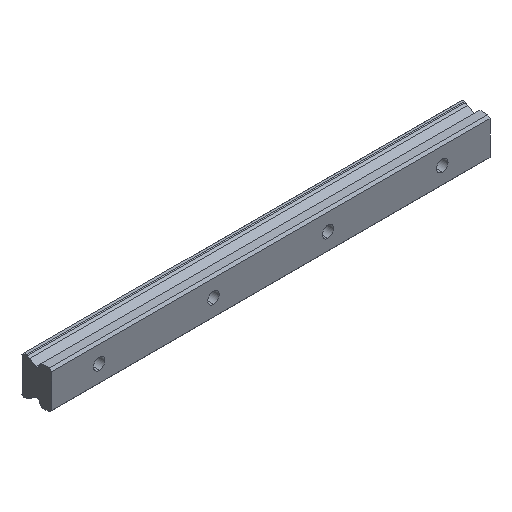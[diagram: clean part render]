
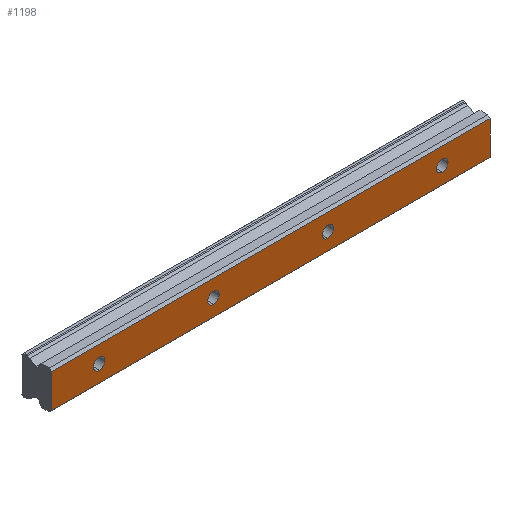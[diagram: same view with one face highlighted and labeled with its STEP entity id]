
A CAD part, isometric view. The second image highlights one B-rep face of the part: STEP entity #1198.
In plain terms, the highlighted planar face has unit normal (0, -1, 0).
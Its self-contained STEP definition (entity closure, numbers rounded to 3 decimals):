
#2 = DIRECTION ( 'NONE',  ( 0., -1., 0. ) ) ;
#22 = EDGE_CURVE ( 'NONE', #324, #693, #729, .T. ) ;
#63 = EDGE_CURVE ( 'NONE', #368, #506, #1432, .T. ) ;
#68 = DIRECTION ( 'NONE',  ( 0., 0., 1. ) ) ;
#69 = CARTESIAN_POINT ( 'NONE',  ( 120., 0., 0. ) ) ;
#70 = ORIENTED_EDGE ( 'NONE', *, *, #467, .F. ) ;
#72 = CIRCLE ( 'NONE', #173, 3. ) ;
#88 = EDGE_LOOP ( 'NONE', ( #659, #70 ) ) ;
#93 = FACE_BOUND ( 'NONE', #404, .T. ) ;
#94 = CARTESIAN_POINT ( 'NONE',  ( 60., 0., 3. ) ) ;
#112 = CARTESIAN_POINT ( 'NONE',  ( 205., 0., -8.82 ) ) ;
#121 = FACE_OUTER_BOUND ( 'NONE', #1277, .T. ) ;
#131 = FACE_BOUND ( 'NONE', #890, .T. ) ;
#173 = AXIS2_PLACEMENT_3D ( 'NONE', #1214, #2, #946 ) ;
#179 = CARTESIAN_POINT ( 'NONE',  ( 0., 0., 0. ) ) ;
#232 = CIRCLE ( 'NONE', #1103, 3. ) ;
#299 = CIRCLE ( 'NONE', #707, 3. ) ;
#312 = CARTESIAN_POINT ( 'NONE',  ( 205., 0., 8.82 ) ) ;
#324 = VERTEX_POINT ( 'NONE', #1247 ) ;
#331 = VERTEX_POINT ( 'NONE', #507 ) ;
#338 = CARTESIAN_POINT ( 'NONE',  ( 180., 0., 0. ) ) ;
#344 = CARTESIAN_POINT ( 'NONE',  ( 60., 0., 0. ) ) ;
#360 = AXIS2_PLACEMENT_3D ( 'NONE', #338, #1500, #448 ) ;
#364 = CIRCLE ( 'NONE', #1438, 3. ) ;
#368 = VERTEX_POINT ( 'NONE', #1518 ) ;
#379 = EDGE_CURVE ( 'NONE', #1226, #883, #430, .T. ) ;
#404 = EDGE_LOOP ( 'NONE', ( #552, #1341 ) ) ;
#424 = LINE ( 'NONE', #1017, #499 ) ;
#430 = CIRCLE ( 'NONE', #1032, 3. ) ;
#436 = DIRECTION ( 'NONE',  ( 0., 0., -1. ) ) ;
#448 = DIRECTION ( 'NONE',  ( 0., 0., 1. ) ) ;
#467 = EDGE_CURVE ( 'NONE', #513, #601, #1483, .T. ) ;
#499 = VECTOR ( 'NONE', #917, 1000. ) ;
#506 = VERTEX_POINT ( 'NONE', #942 ) ;
#507 = CARTESIAN_POINT ( 'NONE',  ( -25., 0., 8.82 ) ) ;
#513 = VERTEX_POINT ( 'NONE', #1423 ) ;
#552 = ORIENTED_EDGE ( 'NONE', *, *, #654, .F. ) ;
#558 = DIRECTION ( 'NONE',  ( 0., 0., 1. ) ) ;
#576 = AXIS2_PLACEMENT_3D ( 'NONE', #872, #1301, #1087 ) ;
#586 = FACE_BOUND ( 'NONE', #88, .T. ) ;
#601 = VERTEX_POINT ( 'NONE', #94 ) ;
#654 = EDGE_CURVE ( 'NONE', #1405, #1525, #364, .T. ) ;
#659 = ORIENTED_EDGE ( 'NONE', *, *, #1515, .F. ) ;
#664 = CARTESIAN_POINT ( 'NONE',  ( 120., 0., 3. ) ) ;
#684 = LINE ( 'NONE', #1047, #800 ) ;
#693 = VERTEX_POINT ( 'NONE', #1295 ) ;
#697 = CARTESIAN_POINT ( 'NONE',  ( 0., 0., 3. ) ) ;
#702 = AXIS2_PLACEMENT_3D ( 'NONE', #1222, #1455, #748 ) ;
#707 = AXIS2_PLACEMENT_3D ( 'NONE', #1352, #1473, #1345 ) ;
#711 = VERTEX_POINT ( 'NONE', #1502 ) ;
#722 = EDGE_CURVE ( 'NONE', #711, #368, #1276, .T. ) ;
#729 = CIRCLE ( 'NONE', #360, 3. ) ;
#748 = DIRECTION ( 'NONE',  ( 0., 0., 1. ) ) ;
#765 = EDGE_CURVE ( 'NONE', #693, #324, #72, .T. ) ;
#800 = VECTOR ( 'NONE', #68, 1000. ) ;
#805 = DIRECTION ( 'NONE',  ( 0., 0., 1. ) ) ;
#815 = PLANE ( 'NONE',  #576 ) ;
#856 = ORIENTED_EDGE ( 'NONE', *, *, #22, .F. ) ;
#872 = CARTESIAN_POINT ( 'NONE',  ( 205., 0., 8.82 ) ) ;
#883 = VERTEX_POINT ( 'NONE', #1079 ) ;
#890 = EDGE_LOOP ( 'NONE', ( #1418, #1129 ) ) ;
#914 = EDGE_CURVE ( 'NONE', #1525, #1405, #299, .T. ) ;
#917 = DIRECTION ( 'NONE',  ( 1., 0., 0. ) ) ;
#942 = CARTESIAN_POINT ( 'NONE',  ( -25., 0., -8.82 ) ) ;
#943 = DIRECTION ( 'NONE',  ( 0., -1., 0. ) ) ;
#946 = DIRECTION ( 'NONE',  ( 0., 0., 1. ) ) ;
#999 = ORIENTED_EDGE ( 'NONE', *, *, #1117, .F. ) ;
#1004 = CIRCLE ( 'NONE', #702, 3. ) ;
#1017 = CARTESIAN_POINT ( 'NONE',  ( 205., 0., 8.82 ) ) ;
#1032 = AXIS2_PLACEMENT_3D ( 'NONE', #179, #1167, #805 ) ;
#1047 = CARTESIAN_POINT ( 'NONE',  ( -25., 0., 8.82 ) ) ;
#1073 = EDGE_CURVE ( 'NONE', #331, #711, #424, .T. ) ;
#1079 = CARTESIAN_POINT ( 'NONE',  ( 0., 0., -3. ) ) ;
#1087 = DIRECTION ( 'NONE',  ( 0., 0., 1. ) ) ;
#1101 = EDGE_LOOP ( 'NONE', ( #1491, #856 ) ) ;
#1103 = AXIS2_PLACEMENT_3D ( 'NONE', #344, #943, #1189 ) ;
#1117 = EDGE_CURVE ( 'NONE', #506, #331, #684, .T. ) ;
#1125 = VECTOR ( 'NONE', #1442, 1000. ) ;
#1129 = ORIENTED_EDGE ( 'NONE', *, *, #1346, .F. ) ;
#1133 = CARTESIAN_POINT ( 'NONE',  ( 60., 0., 0. ) ) ;
#1144 = DIRECTION ( 'NONE',  ( 0., -1., 0. ) ) ;
#1158 = DIRECTION ( 'NONE',  ( 0., -1., 0. ) ) ;
#1165 = ORIENTED_EDGE ( 'NONE', *, *, #63, .F. ) ;
#1167 = DIRECTION ( 'NONE',  ( 0., -1., 0. ) ) ;
#1170 = FACE_BOUND ( 'NONE', #1101, .T. ) ;
#1183 = AXIS2_PLACEMENT_3D ( 'NONE', #1133, #1158, #1272 ) ;
#1189 = DIRECTION ( 'NONE',  ( 0., 0., 1. ) ) ;
#1198 = ADVANCED_FACE ( 'NONE', ( #121, #131, #1170, #93, #586 ), #815, .F. ) ;
#1214 = CARTESIAN_POINT ( 'NONE',  ( 180., 0., 0. ) ) ;
#1222 = CARTESIAN_POINT ( 'NONE',  ( 0., 0., 0. ) ) ;
#1226 = VERTEX_POINT ( 'NONE', #697 ) ;
#1247 = CARTESIAN_POINT ( 'NONE',  ( 180., 0., -3. ) ) ;
#1272 = DIRECTION ( 'NONE',  ( 0., 0., 1. ) ) ;
#1276 = LINE ( 'NONE', #312, #1377 ) ;
#1277 = EDGE_LOOP ( 'NONE', ( #1165, #1316, #1487, #999 ) ) ;
#1295 = CARTESIAN_POINT ( 'NONE',  ( 180., 0., 3. ) ) ;
#1301 = DIRECTION ( 'NONE',  ( 0., 1., 0. ) ) ;
#1316 = ORIENTED_EDGE ( 'NONE', *, *, #722, .F. ) ;
#1341 = ORIENTED_EDGE ( 'NONE', *, *, #914, .F. ) ;
#1345 = DIRECTION ( 'NONE',  ( 0., 0., 1. ) ) ;
#1346 = EDGE_CURVE ( 'NONE', #883, #1226, #1004, .T. ) ;
#1352 = CARTESIAN_POINT ( 'NONE',  ( 120., 0., 0. ) ) ;
#1377 = VECTOR ( 'NONE', #436, 1000. ) ;
#1405 = VERTEX_POINT ( 'NONE', #664 ) ;
#1418 = ORIENTED_EDGE ( 'NONE', *, *, #379, .F. ) ;
#1423 = CARTESIAN_POINT ( 'NONE',  ( 60., 0., -3. ) ) ;
#1431 = CARTESIAN_POINT ( 'NONE',  ( 120., 0., -3. ) ) ;
#1432 = LINE ( 'NONE', #112, #1125 ) ;
#1438 = AXIS2_PLACEMENT_3D ( 'NONE', #69, #1144, #558 ) ;
#1442 = DIRECTION ( 'NONE',  ( -1., 0., 0. ) ) ;
#1455 = DIRECTION ( 'NONE',  ( 0., -1., 0. ) ) ;
#1473 = DIRECTION ( 'NONE',  ( 0., -1., 0. ) ) ;
#1483 = CIRCLE ( 'NONE', #1183, 3. ) ;
#1487 = ORIENTED_EDGE ( 'NONE', *, *, #1073, .F. ) ;
#1491 = ORIENTED_EDGE ( 'NONE', *, *, #765, .F. ) ;
#1500 = DIRECTION ( 'NONE',  ( 0., -1., 0. ) ) ;
#1502 = CARTESIAN_POINT ( 'NONE',  ( 205., 0., 8.82 ) ) ;
#1515 = EDGE_CURVE ( 'NONE', #601, #513, #232, .T. ) ;
#1518 = CARTESIAN_POINT ( 'NONE',  ( 205., 0., -8.82 ) ) ;
#1525 = VERTEX_POINT ( 'NONE', #1431 ) ;
